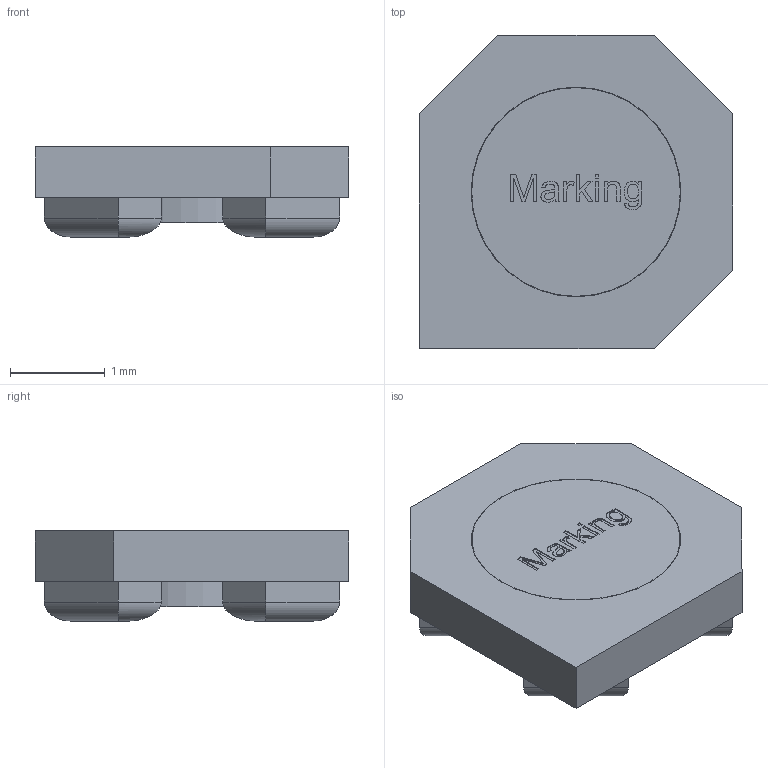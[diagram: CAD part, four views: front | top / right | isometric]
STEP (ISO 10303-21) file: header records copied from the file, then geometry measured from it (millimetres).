
FILE_DESCRIPTION(/* description */ ('Unknown'),/* implementation_level */ '2;1');
FILE_NAME(/* name */ 'L_Wurth_WE-TPC-3510',/* time_stamp */ '2022-11-18T16:38:00+08:00',/* author */ ('Unknown'),/* organization */ ('Unknown'),/* preprocessor_version */ 'ST-DEVELOPER v16.7',/* originating_system */ 'Solid Edge',/* authorisation */ 'Unknown');
FILE_SCHEMA (('AUTOMOTIVE_DESIGN {1 0 10303 214 3 1 1}'));
Length unit declared in the file: millimetre
Products named in the file (2): L_Wurth_WE-TPC_3510
Assembly tree (1 placements, depth 2):
  L_Wurth_WE-TPC_3510
    L_Wurth_WE-TPC_3510
Bounding box: 3.3 x 3.3 x 0.95 mm (x, y, z)
Volume: 6.6 mm3; surface area: 47.4 mm2
Topology: 2 solids, 2 shells, 148 faces, 355 edges, 229 vertices
Faces by surface type: plane 94, cylinder 27, bspline 23, torus 4
Full cylindrical faces by diameter (mm): 0.05 x4, 1 x1, 2.2 x1, 2.21 x1
Entity records: 6628 total; most frequent: CARTESIAN_POINT 2344, ORIENTED_EDGE 664, DIRECTION 573, EDGE_CURVE 332, LINE 247, VECTOR 247, VERTEX_POINT 224, EDGE_LOOP 186
